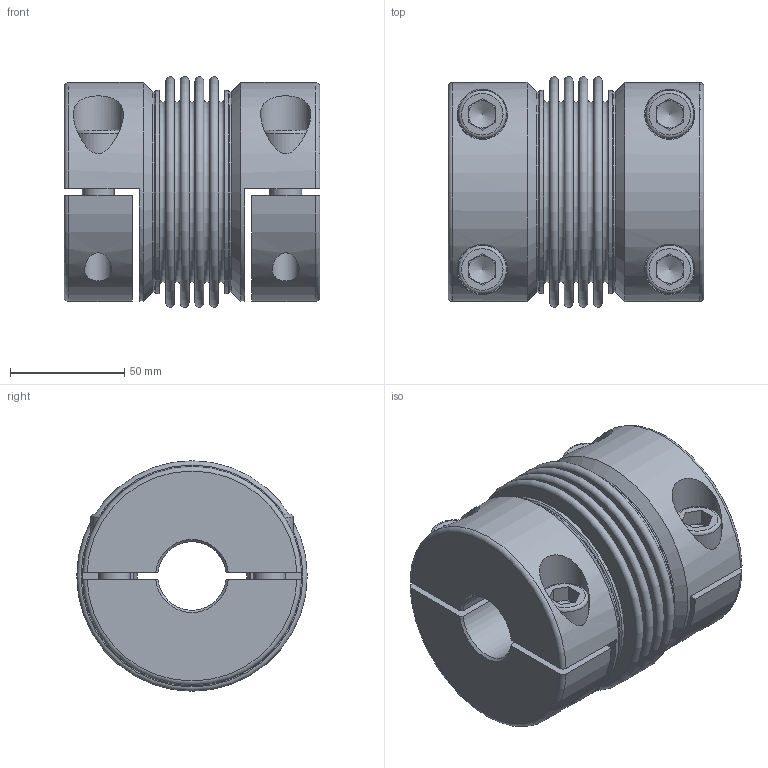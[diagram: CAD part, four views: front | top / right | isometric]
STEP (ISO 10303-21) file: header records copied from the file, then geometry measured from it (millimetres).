
FILE_DESCRIPTION( ( 'Unknown' ), '1' );
FILE_NAME( 'KGH-VA 350 - 4W.stp', 'Unknown', ( 'Unknown' ), ( 'Unknown' ), 'PSStep 10.1', 'Unknown', ' ' );
FILE_SCHEMA( ( 'AUTOMOTIVE_DESIGN { 1 0 10303 214 1 1 1 1 }' ) );
Length unit declared in the file: millimetre
Products named in the file (1): KT103584-oa3
Bounding box: 112.15 x 101 x 101 mm (x, y, z)
Volume: 470131.9 mm3; surface area: 153751.7 mm2
Topology: 1 solids, 1 shells, 184 faces, 408 edges, 262 vertices
Faces by surface type: plane 100, cylinder 32, torus 32, cone 20
Full cylindrical faces by diameter (mm): 11.835 x4, 14 x4, 15 x4, 21 x4, 22 x4, 87.8 x2, 89 x2, 96 x2
Entity records: 6936 total; most frequent: CARTESIAN_POINT 1707, DIRECTION 802, ORIENTED_EDGE 636, AXIS2_PLACEMENT_3D 335, EDGE_CURVE 318, EDGE_LOOP 290, VERTEX_POINT 240, FACE_OUTER_BOUND 236
